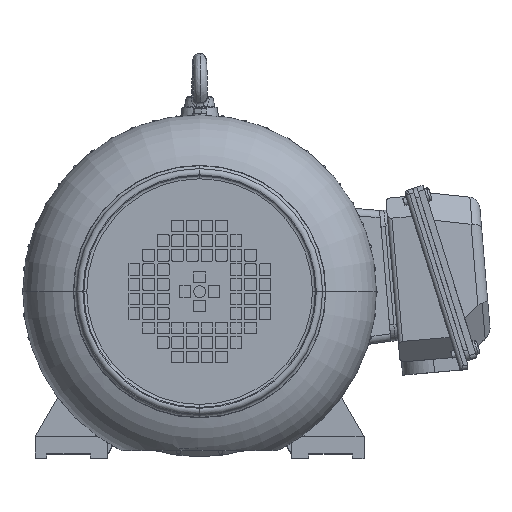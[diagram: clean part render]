
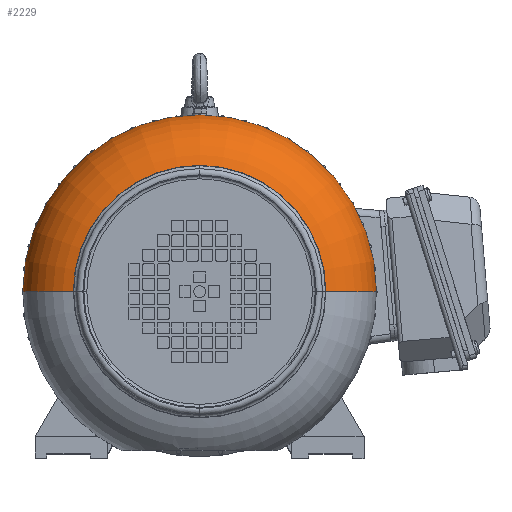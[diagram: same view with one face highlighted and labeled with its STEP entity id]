
A CAD part, top view. The second image highlights one B-rep face of the part: STEP entity #2229.
In plain terms, the highlighted toroidal (fillet/blend) face has major radius 75.5 mm and minor radius 46 mm.
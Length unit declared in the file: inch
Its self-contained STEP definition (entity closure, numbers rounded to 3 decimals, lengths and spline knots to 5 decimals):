
#428 = DIRECTION ( 'NONE',  ( -1., 0., 0. ) ) ;
#1059 = VERTEX_POINT ( 'NONE', #24598 ) ;
#2128 = CARTESIAN_POINT ( 'NONE',  ( 0.22509, 14.62174, 5.61244 ) ) ;
#2229 = ADVANCED_FACE ( 'NONE', ( #25454 ), #50574, .T. ) ;
#3317 = DIRECTION ( 'NONE',  ( 1., 0., 0. ) ) ;
#4121 = AXIS2_PLACEMENT_3D ( 'NONE', #23988, #28745, #428 ) ;
#5395 = ORIENTED_EDGE ( 'NONE', *, *, #15515, .T. ) ;
#12702 = CARTESIAN_POINT ( 'NONE',  ( -3.19005, 14.62174, 3.85636 ) ) ;
#13385 = AXIS2_PLACEMENT_3D ( 'NONE', #59540, #59341, #39920 ) ;
#14509 = DIRECTION ( 'NONE',  ( 0., -1., 0. ) ) ;
#15515 = EDGE_CURVE ( 'NONE', #57531, #1059, #38591, .T. ) ;
#17606 = DIRECTION ( 'NONE',  ( 0., 0., 1. ) ) ;
#17946 = VERTEX_POINT ( 'NONE', #2128 ) ;
#19093 = CARTESIAN_POINT ( 'NONE',  ( -7.97351, 14.62174, 3.85636 ) ) ;
#19248 = DIRECTION ( 'NONE',  ( 0., 0., -1. ) ) ;
#22006 = ORIENTED_EDGE ( 'NONE', *, *, #33603, .T. ) ;
#22972 = ORIENTED_EDGE ( 'NONE', *, *, #60624, .T. ) ;
#23988 = CARTESIAN_POINT ( 'NONE',  ( -6.16249, 14.62174, 3.85636 ) ) ;
#24598 = CARTESIAN_POINT ( 'NONE',  ( -6.60519, 14.62174, 5.61244 ) ) ;
#25454 = FACE_OUTER_BOUND ( 'NONE', #60601, .T. ) ;
#28745 = DIRECTION ( 'NONE',  ( 0., 1., 0. ) ) ;
#31604 = DIRECTION ( 'NONE',  ( 0., 0., 1. ) ) ;
#33603 = EDGE_CURVE ( 'NONE', #1059, #17946, #49456, .T. ) ;
#36914 = CIRCLE ( 'NONE', #58739, 4.78346 ) ;
#38591 = CIRCLE ( 'NONE', #4121, 1.81102 ) ;
#39920 = DIRECTION ( 'NONE',  ( -1., 0., 0. ) ) ;
#40592 = AXIS2_PLACEMENT_3D ( 'NONE', #12702, #17606, #55210 ) ;
#42796 = CARTESIAN_POINT ( 'NONE',  ( -0.21761, 14.62174, 3.85636 ) ) ;
#45983 = AXIS2_PLACEMENT_3D ( 'NONE', #42796, #14509, #19248 ) ;
#48054 = CARTESIAN_POINT ( 'NONE',  ( 1.59342, 14.62174, 3.85636 ) ) ;
#49456 = CIRCLE ( 'NONE', #13385, 3.41514 ) ;
#50405 = CARTESIAN_POINT ( 'NONE',  ( -3.19005, 14.62174, 3.85636 ) ) ;
#50574 = TOROIDAL_SURFACE ( 'NONE', #40592, 2.97244, 1.81102 ) ;
#53415 = ORIENTED_EDGE ( 'NONE', *, *, #58892, .F. ) ;
#55210 = DIRECTION ( 'NONE',  ( 1., 0., 0. ) ) ;
#57073 = CIRCLE ( 'NONE', #45983, 1.81102 ) ;
#57531 = VERTEX_POINT ( 'NONE', #19093 ) ;
#58739 = AXIS2_PLACEMENT_3D ( 'NONE', #50405, #31604, #3317 ) ;
#58892 = EDGE_CURVE ( 'NONE', #60320, #17946, #57073, .T. ) ;
#59341 = DIRECTION ( 'NONE',  ( 0., 0., -1. ) ) ;
#59540 = CARTESIAN_POINT ( 'NONE',  ( -3.19005, 14.62174, 5.61244 ) ) ;
#60320 = VERTEX_POINT ( 'NONE', #48054 ) ;
#60601 = EDGE_LOOP ( 'NONE', ( #22972, #5395, #22006, #53415 ) ) ;
#60624 = EDGE_CURVE ( 'NONE', #60320, #57531, #36914, .T. ) ;
